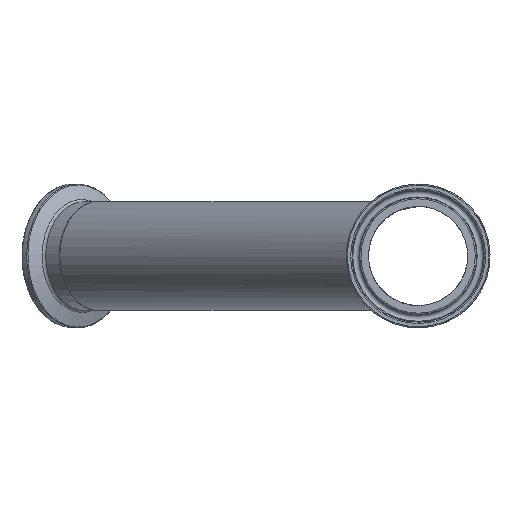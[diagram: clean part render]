
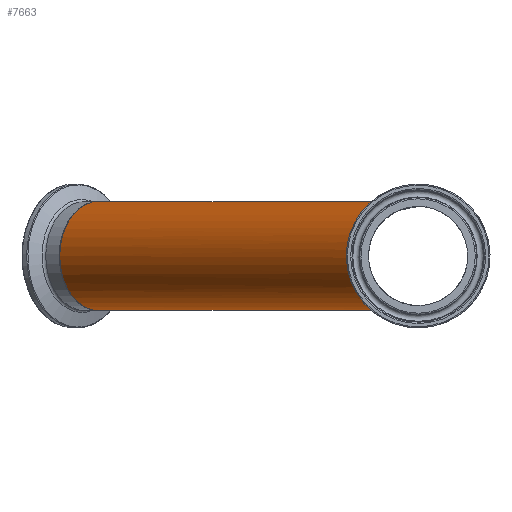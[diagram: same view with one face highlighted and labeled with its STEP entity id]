
A CAD part, left-side view. The second image highlights one B-rep face of the part: STEP entity #7663.
In plain terms, the highlighted cylindrical face has radius 19.05 mm (diameter 38.1 mm), a full revolution.
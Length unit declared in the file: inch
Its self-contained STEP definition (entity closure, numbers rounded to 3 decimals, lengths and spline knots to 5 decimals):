
#79=ELLIPSE('',#8015,0.81179,0.75);
#80=ELLIPSE('',#8016,1.95984,0.75);
#81=ELLIPSE('',#8017,1.95984,0.75);
#865=FACE_OUTER_BOUND('',#1320,.T.);
#1320=EDGE_LOOP('',(#7104,#7105,#7106,#7107,#7108,#7109,#7110));
#1802=LINE('',#17278,#2278);
#2278=VECTOR('',#9841,0.75);
#2458=CIRCLE('',#8098,0.75);
#2459=CIRCLE('',#8099,0.75);
#3550=VERTEX_POINT('',#16889);
#3551=VERTEX_POINT('',#16890);
#3552=VERTEX_POINT('',#16892);
#3598=VERTEX_POINT('',#17026);
#3599=VERTEX_POINT('',#17027);
#4652=EDGE_CURVE('',#3550,#3551,#79,.T.);
#4653=EDGE_CURVE('',#3551,#3552,#80,.T.);
#4654=EDGE_CURVE('',#3552,#3550,#81,.T.);
#4714=EDGE_CURVE('',#3598,#3599,#2458,.T.);
#4715=EDGE_CURVE('',#3599,#3598,#2459,.T.);
#4836=EDGE_CURVE('',#3599,#3552,#1802,.T.);
#7104=ORIENTED_EDGE('',*,*,#4714,.T.);
#7105=ORIENTED_EDGE('',*,*,#4836,.T.);
#7106=ORIENTED_EDGE('',*,*,#4653,.F.);
#7107=ORIENTED_EDGE('',*,*,#4652,.F.);
#7108=ORIENTED_EDGE('',*,*,#4654,.F.);
#7109=ORIENTED_EDGE('',*,*,#4836,.F.);
#7110=ORIENTED_EDGE('',*,*,#4715,.T.);
#7184=CYLINDRICAL_SURFACE('',#8243,0.75);
#7663=ADVANCED_FACE('',(#865),#7184,.T.);
#8015=AXIS2_PLACEMENT_3D('',#16891,#9365,#9366);
#8016=AXIS2_PLACEMENT_3D('',#16893,#9367,#9368);
#8017=AXIS2_PLACEMENT_3D('',#16894,#9369,#9370);
#8098=AXIS2_PLACEMENT_3D('',#17028,#9537,#9538);
#8099=AXIS2_PLACEMENT_3D('',#17029,#9539,#9540);
#8243=AXIS2_PLACEMENT_3D('',#17277,#9839,#9840);
#9365=DIRECTION('center_axis',(-0.924,-0.383,0.));
#9366=DIRECTION('ref_axis',(-0.383,0.924,0.));
#9367=DIRECTION('center_axis',(0.383,-0.924,0.));
#9368=DIRECTION('ref_axis',(0.924,0.383,0.));
#9369=DIRECTION('center_axis',(0.383,-0.924,0.));
#9370=DIRECTION('ref_axis',(0.924,0.383,0.));
#9537=DIRECTION('center_axis',(-0.707,-0.707,0.));
#9538=DIRECTION('ref_axis',(-0.707,0.707,0.));
#9539=DIRECTION('center_axis',(-0.707,-0.707,0.));
#9540=DIRECTION('ref_axis',(-0.707,0.707,0.));
#9839=DIRECTION('center_axis',(0.707,0.707,0.));
#9840=DIRECTION('ref_axis',(-0.707,0.707,0.));
#9841=DIRECTION('',(-0.707,-0.707,0.));
#16889=CARTESIAN_POINT('',(1.187,0.,0.75));
#16890=CARTESIAN_POINT('',(1.187,0.,-0.75));
#16891=CARTESIAN_POINT('Origin',(1.187,0.,0.));
#16892=CARTESIAN_POINT('',(2.99766,0.75,0.));
#16893=CARTESIAN_POINT('Origin',(1.187,0.,0.));
#16894=CARTESIAN_POINT('Origin',(1.187,0.,0.));
#17026=CARTESIAN_POINT('',(5.60642,4.41942,-0.75));
#17027=CARTESIAN_POINT('',(6.13675,3.88909,0.));
#17028=CARTESIAN_POINT('Origin',(5.60642,4.41942,0.));
#17029=CARTESIAN_POINT('Origin',(5.60642,4.41942,0.));
#17277=CARTESIAN_POINT('Origin',(3.52864,2.34164,0.));
#17278=CARTESIAN_POINT('',(4.05897,1.81131,0.));
